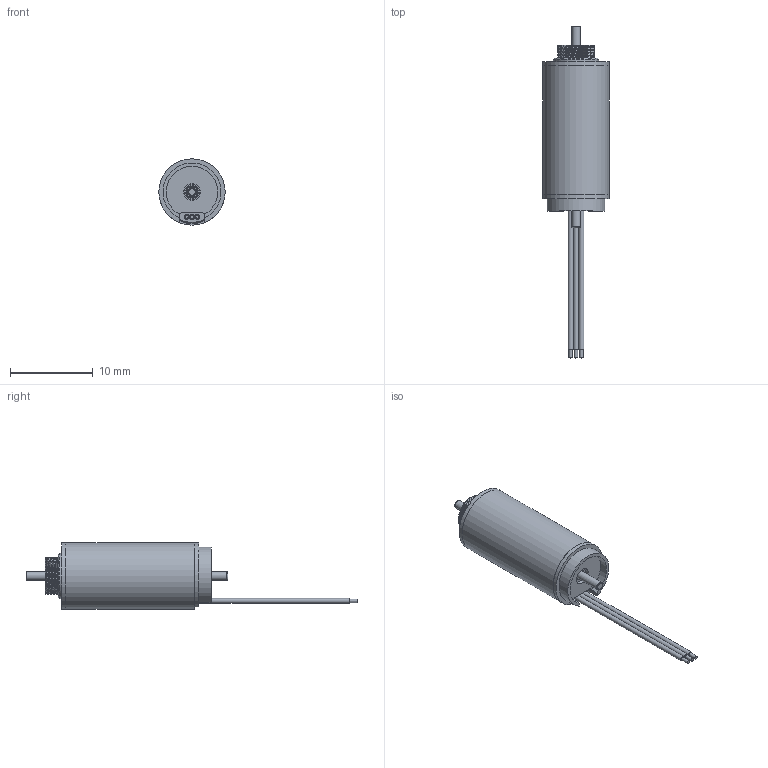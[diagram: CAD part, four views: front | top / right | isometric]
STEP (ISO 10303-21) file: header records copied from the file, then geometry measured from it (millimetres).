
FILE_DESCRIPTION (( 'STEP AP203' ), '1' );
FILE_NAME ('EC0818L.STEP', '2025-11-26T08:22:37', ( 'Windows 蚚誧' ), ( 'Organization' ), 'SwSTEP 2.0', 'SolidWorks 2020', '' );
FILE_SCHEMA (( 'CONFIG_CONTROL_DESIGN' ));
Length unit declared in the file: millimetre
Products named in the file (7): 01.07.0742 儂褲; 01.10.2105 粣; EC0818L; 01.06.0150 粣創; 01.14.0XXX 傷赽盄 赻笛盄; 01.02.1171 綴傷裔; 01.01.0946 ヶ傷裔
Assembly tree (7 placements, depth 2):
  EC0818L
    01.07.0742 儂褲
    01.01.0946 ヶ傷裔
    01.02.1171 綴傷裔
    01.06.0150 粣創  x2
    01.10.2105 粣
    01.14.0XXX 傷赽盄 赻笛盄
Bounding box: 8 x 40.01 x 8 mm (x, y, z)
Volume: 290.4 mm3; surface area: 1480.7 mm2
Topology: 21 solids, 21 shells, 201 faces, 375 edges, 220 vertices
Faces by surface type: cylinder 60, plane 53, cone 40, sphere 24, torus 22, bspline 2
Full cylindrical faces by diameter (mm): 0.4 x6, 0.6 x3, 1 x3, 1.35 x4, 1.5 x8, 1.8 x4, 2 x2, 2.2 x4, 2.5 x4, 2.6 x4, 3 x4, 4 x1, 5.5 x1, 7.5 x2, 8 x2
Entity records: 4621 total; most frequent: CARTESIAN_POINT 1382, DIRECTION 580, ORIENTED_EDGE 334, AXIS2_PLACEMENT_3D 277, EDGE_LOOP 247, FACE_OUTER_BOUND 173, EDGE_CURVE 167, VERTEX_POINT 148
